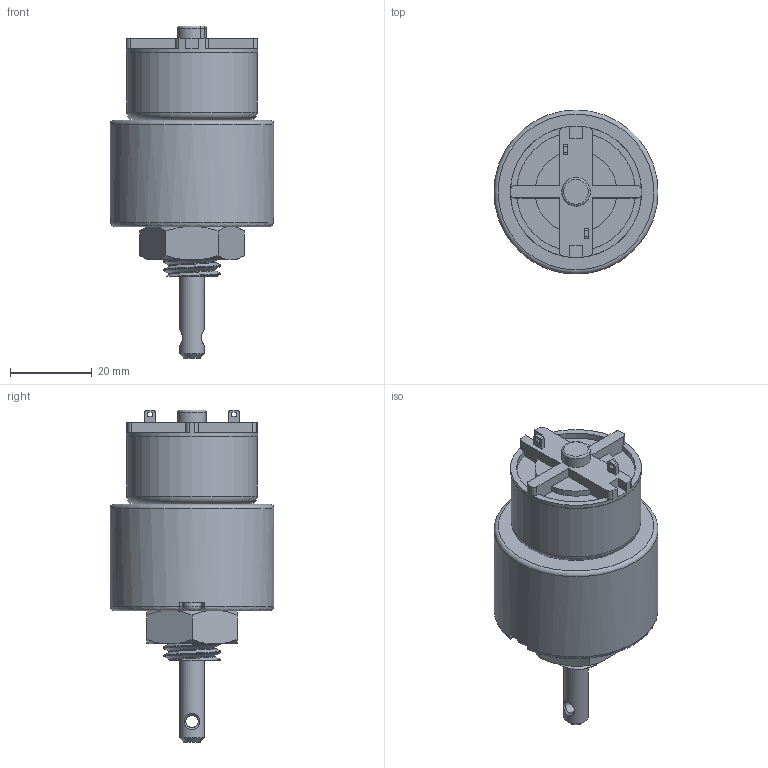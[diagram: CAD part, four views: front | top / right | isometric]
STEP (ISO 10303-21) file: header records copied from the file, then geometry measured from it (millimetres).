
FILE_DESCRIPTION(/* description */ (''),/* implementation_level */ '2;1');
FILE_NAME(/* name */ 'dc Motor.stp',/* time_stamp */ '2021-08-06T18:13:55+06:00',/* author */ ('Admin'),/* organization */ (''),/* preprocessor_version */ 'ST-DEVELOPER v18.1',/* originating_system */ 'Autodesk Inventor 2020',/* authorisation */ '');
FILE_SCHEMA (('AUTOMOTIVE_DESIGN { 1 0 10303 214 3 1 1 }'));
Length unit declared in the file: millimetre
Products named in the file (3): dc Motor; Nut; Wheel Gear Motor
Assembly tree (2 placements, depth 2):
  dc Motor
    Nut
    Wheel Gear Motor
Bounding box: 40 x 40 x 81 mm (x, y, z)
Volume: 51669.6 mm3; surface area: 14268.9 mm2
Topology: 8 solids, 8 shells, 196 faces, 533 edges, 355 vertices
Faces by surface type: plane 107, cylinder 49, cone 17, bspline 14, torus 9
Full cylindrical faces by diameter (mm): 3 x1, 4.5 x2, 6 x1, 7 x1, 9.034 x1, 11.034 x2, 12 x2, 14 x6, 31.8 x1, 32 x1, 40 x1
Entity records: 12155 total; most frequent: CARTESIAN_POINT 7167, ORIENTED_EDGE 1066, DIRECTION 935, EDGE_CURVE 533, VERTEX_POINT 355, AXIS2_PLACEMENT_3D 332, LINE 271, VECTOR 271
